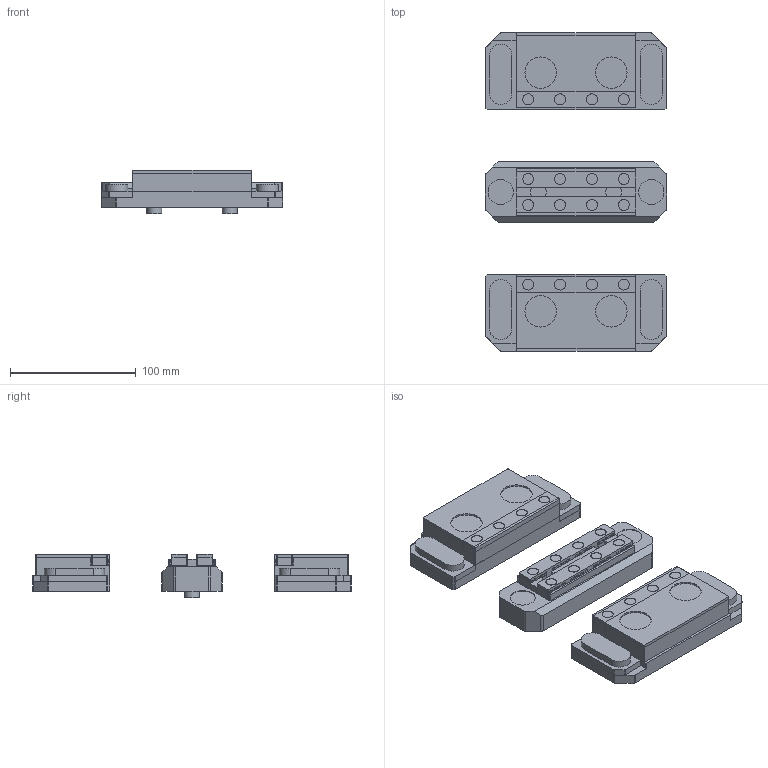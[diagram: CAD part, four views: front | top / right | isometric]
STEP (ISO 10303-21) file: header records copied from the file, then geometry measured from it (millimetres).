
FILE_DESCRIPTION(/* description */ (''),/* implementation_level */ '2;1');
FILE_NAME(/* name */ 'Gen3 CAM Sample (M12, DS).step',/* time_stamp */ '2024-01-18T15:59:56-05:00',/* author */ (''),/* organization */ (''),/* preprocessor_version */ 'ST-DEVELOPER v20',/* originating_system */ 'Autodesk Translation Framework v12.14.0.127',/* authorisation */ '');
FILE_SCHEMA (('AUTOMOTIVE_DESIGN { 1 0 10303 214 3 1 1 }'));
Length unit declared in the file: millimetre
Products named in the file (17): Gen3 CAM Sample (M12, DS); Workholding; M12 Dual Fixed Side; Adjustable Side; Adjustable Side_1; M12 Adjustable Base; Top Jaw; Castle Grips; Castle Grip Strip; Castle Grip Strip_1; Castle Grip Strip_2; Castle Grip Strip_3; Castle Grip; Insert Bars; Gen3 Smooth Insert Bar; Soft Jaws; Soft Jaw
Assembly tree (37 placements, depth 5):
  Gen3 CAM Sample (M12, DS)
    Workholding
      M12 Dual Fixed Side
      Adjustable Side
        M12 Adjustable Base
        Top Jaw
      Adjustable Side_1
        M12 Adjustable Base
        Top Jaw
      Castle Grips
        Castle Grip Strip
          Castle Grip  x4
        Castle Grip Strip_1
          Castle Grip  x4
        Castle Grip Strip_2
          Castle Grip  x4
        Castle Grip Strip_3
          Castle Grip  x4
      Insert Bars
        Gen3 Smooth Insert Bar  x4
      Soft Jaws
        Soft Jaw  x2
Bounding box: 144.53 x 253.48 x 34.61 mm (x, y, z)
Volume: 768213.1 mm3; surface area: 171853.5 mm2
Topology: 27 solids, 27 shells, 1592 faces, 4556 edges, 3200 vertices
Faces by surface type: plane 792, cylinder 626, bspline 162, cone 12
Full cylindrical faces by diameter (mm): 4.234 x16, 5.25 x16, 5.254 x16, 8.738 x16, 9.728 x16, 10.274 x4, 12 x10, 19.939 x2, 25.001 x4
Entity records: 15901 total; most frequent: CARTESIAN_POINT 5114, ORIENTED_EDGE 2244, DIRECTION 1984, EDGE_CURVE 1122, VERTEX_POINT 761, AXIS2_PLACEMENT_3D 671, LINE 642, VECTOR 642
